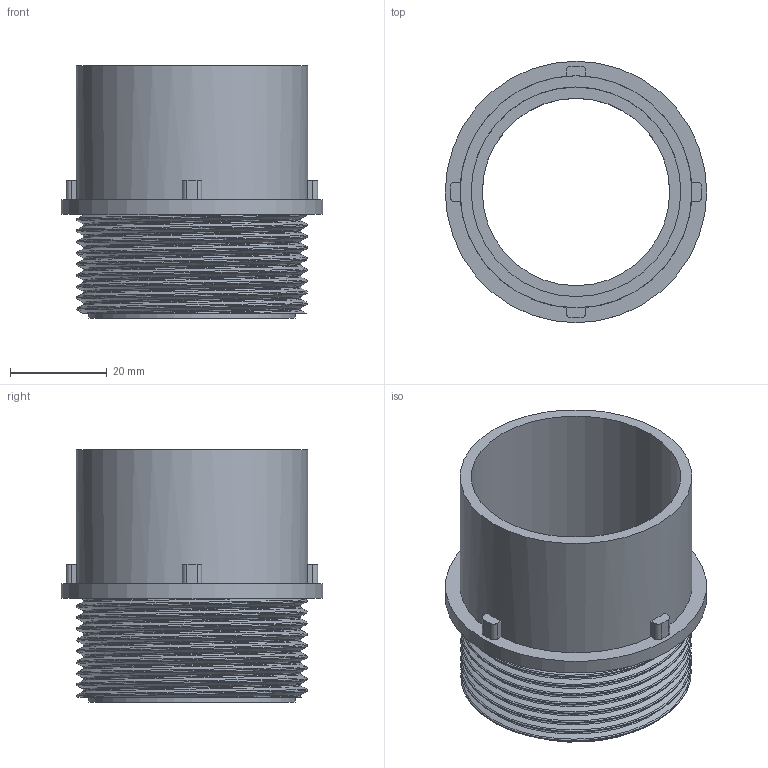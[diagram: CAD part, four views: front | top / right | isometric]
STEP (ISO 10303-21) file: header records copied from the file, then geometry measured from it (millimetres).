
FILE_DESCRIPTION(/* description */ (''),/* implementation_level */ '2;1');
FILE_NAME(/* name */ 'DWV PVC Adaptor Male Iron 40mm - Holman.step',/* time_stamp */ '2020-10-28T15:38:09+11:00',/* author */ (''),/* organization */ (''),/* preprocessor_version */ 'ST-DEVELOPER v18.1',/* originating_system */ 'Autodesk Translation Framework v9.3.0.1241',/* authorisation */ '');
FILE_SCHEMA (('AUTOMOTIVE_DESIGN { 1 0 10303 214 3 1 1 }'));
Length unit declared in the file: millimetre
Products named in the file (2): DWV PVC Adaptor Male Iron 40mm - Holman; PVC 
Assembly tree (1 placements, depth 2):
  DWV PVC Adaptor Male Iron 40mm - Holman
    PVC 
Bounding box: 54 x 54 x 52.1 mm (x, y, z)
Volume: 21427.7 mm3; surface area: 18837.8 mm2
Topology: 1 solids, 1 shells, 53 faces, 138 edges, 92 vertices
Faces by surface type: cylinder 28, plane 19, bspline 6
Full cylindrical faces by diameter (mm): 38.7 x1, 40.5 x1, 42.6 x1, 43.3 x1, 44.845 x8, 47.9 x1, 54 x1
Entity records: 6457 total; most frequent: CARTESIAN_POINT 5122, ORIENTED_EDGE 276, DIRECTION 251, EDGE_CURVE 138, AXIS2_PLACEMENT_3D 98, VERTEX_POINT 92, EDGE_LOOP 60, LINE 55
